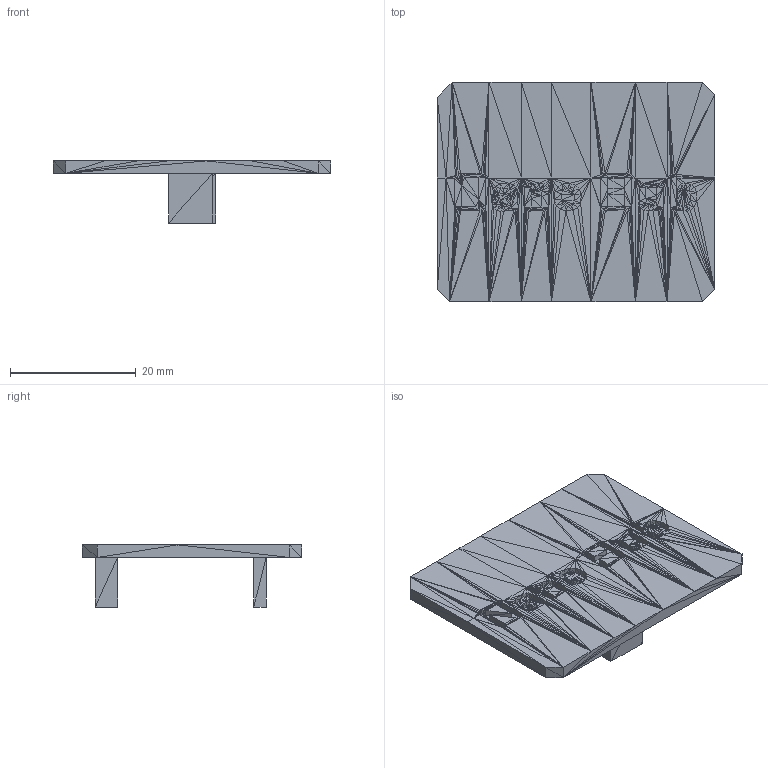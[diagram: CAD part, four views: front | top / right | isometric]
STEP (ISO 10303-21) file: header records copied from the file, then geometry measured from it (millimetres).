
FILE_DESCRIPTION((''),'2;1');
FILE_NAME('Nano-Hub-Top', '2025-07-23T10:10:23', (''), (''), 'ImageToStl.com STEP Converter','', '');
FILE_SCHEMA(('AUTOMOTIVE_DESIGN_CC2'));
Length unit declared in the file: metre
Products named in the file (1): product0
Bounding box: 44.16 x 34.89 x 9.9 mm (x, y, z)
Surface area: 3870.5 mm2 (no closed solid volume)
Topology: 0 solids, 1294 shells, 1294 faces, 3882 edges, 649 vertices
Faces by surface type: plane 1294
Entity records: 29794 total; most frequent: DIRECTION 6472, ORIENTED_EDGE 3882, EDGE_CURVE 3882, LINE 3882, VECTOR 3882, AXIS2_PLACEMENT_3D 1295, FACE_SURFACE 1294, PLANE 1294
